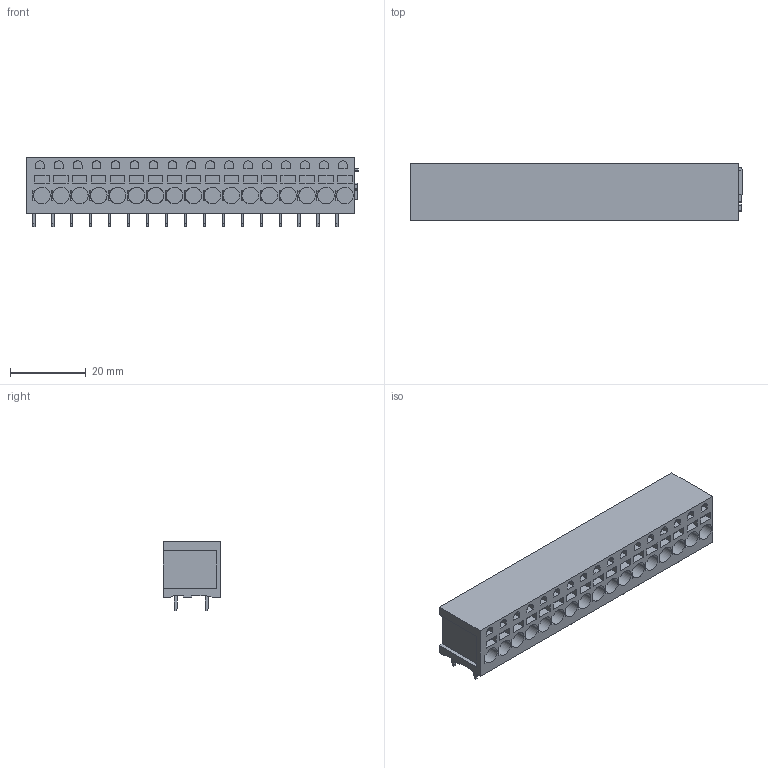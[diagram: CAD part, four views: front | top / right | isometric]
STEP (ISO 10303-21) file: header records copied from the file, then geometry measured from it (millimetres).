
FILE_DESCRIPTION(('CATIA V5 STEP Exchange','CAx-IF Rec.Pracs.--- Model Styling and Organization---1.2---2011-12-15'),'2;1');
FILE_NAME ('D1451215_0', '2018-09-03T05:51:54+00:00', ('none'), ('Weidmueller'), 'CATIA Version 5-6 Release 2014', 'CATIA V5 STEP AP214', 'none');
FILE_SCHEMA(('AUTOMOTIVE_DESIGN { 1 0 10303 214 1 1 1 1 }'));
Length unit declared in the file: millimetre
Products named in the file (1): 1332130000
Bounding box: 87.65 x 15.2 x 18.3 mm (x, y, z)
Volume: 17102.3 mm3; surface area: 8862 mm2
Topology: 35 solids, 35 shells, 649 faces, 1575 edges, 1050 vertices
Faces by surface type: plane 549, cylinder 100
Entity records: 17382 total; most frequent: CARTESIAN_POINT 3229, ORIENTED_EDGE 3150, DIRECTION 2305, EDGE_CURVE 1575, VECTOR 1307, LINE 1307, VERTEX_POINT 1050, EDGE_LOOP 703
